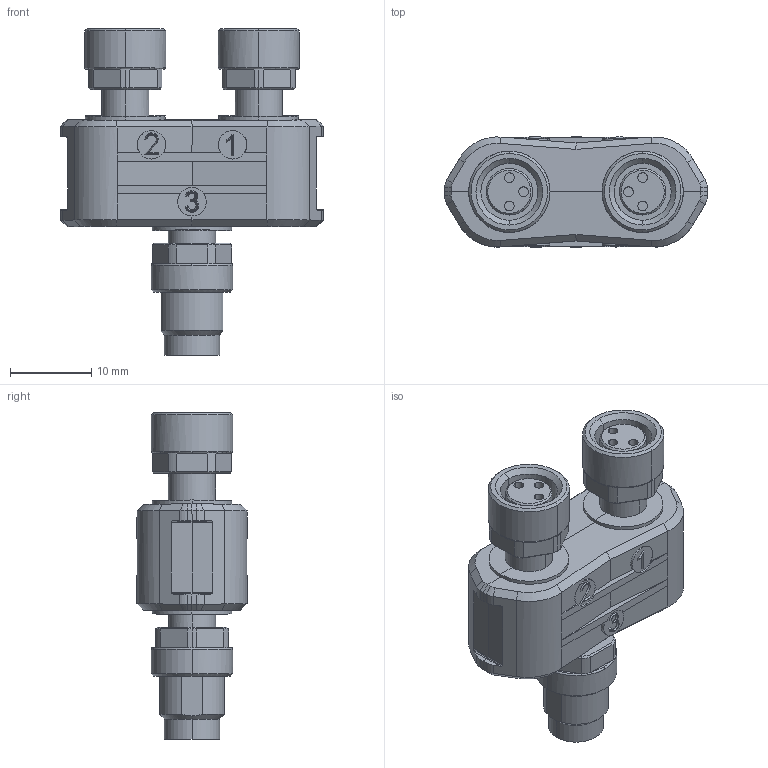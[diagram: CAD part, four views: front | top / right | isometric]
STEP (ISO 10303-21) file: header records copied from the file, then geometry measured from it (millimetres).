
FILE_DESCRIPTION(('CATIA V5 STEP Exchange','CAx-IF Rec.Pracs.--- Model Styling and Organization---1.4--- 2014-01-23'),'2;1');
FILE_NAME ('392684-3_0', '2020-11-16T07:15:46+00:00', ('none'), ('Weidmueller'), 'CATIA Version 5-6 Release 2016 SP3 HF44', 'CATIA V5 STEP AP214', 'none');
FILE_SCHEMA(('AUTOMOTIVE_DESIGN { 1 0 10303 214 1 1 1 1 }'));
Length unit declared in the file: millimetre
Products named in the file (1): 1524720000
Bounding box: 32.3 x 13.54 x 40.2 mm (x, y, z)
Volume: 6774.3 mm3; surface area: 4458.7 mm2
Topology: 8 solids, 8 shells, 505 faces, 1237 edges, 769 vertices
Faces by surface type: plane 220, cylinder 137, bspline 90, cone 52, torus 6
Entity records: 17351 total; most frequent: CARTESIAN_POINT 6937, ORIENTED_EDGE 2474, DIRECTION 1537, EDGE_CURVE 1237, VERTEX_POINT 769, AXIS2_PLACEMENT_3D 623, EDGE_LOOP 532, VECTOR 527
